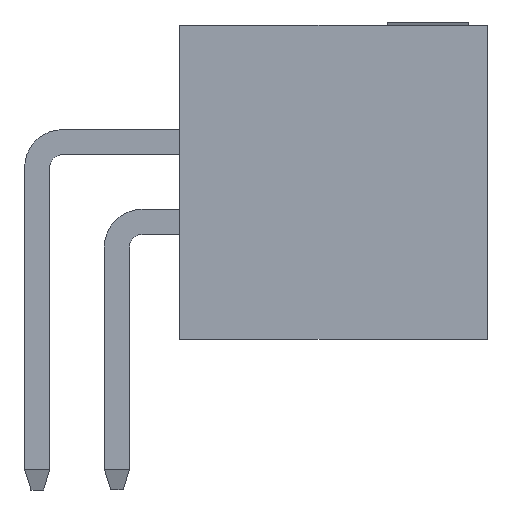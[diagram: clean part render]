
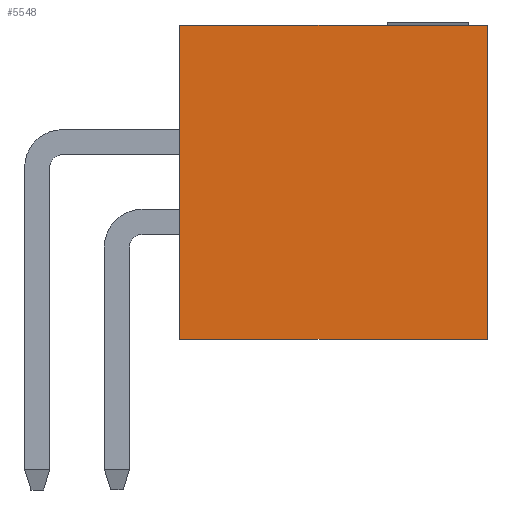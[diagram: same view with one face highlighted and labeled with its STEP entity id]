
A CAD part, left-side view. The second image highlights one B-rep face of the part: STEP entity #5548.
In plain terms, the highlighted face is planar.
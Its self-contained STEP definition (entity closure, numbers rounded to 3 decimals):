
#739=ORIENTED_EDGE('',*,*,#1596,.F.);
#740=ORIENTED_EDGE('',*,*,#1699,.F.);
#741=ORIENTED_EDGE('',*,*,#1323,.T.);
#742=ORIENTED_EDGE('',*,*,#1558,.T.);
#1323=EDGE_CURVE('',#1936,#1935,#2327,.T.);
#1558=EDGE_CURVE('',#1935,#2103,#2562,.T.);
#1596=EDGE_CURVE('',#2126,#2103,#2600,.T.);
#1699=EDGE_CURVE('',#1936,#2126,#2703,.T.);
#1935=VERTEX_POINT('',#7002);
#1936=VERTEX_POINT('',#7004);
#2103=VERTEX_POINT('',#7472);
#2126=VERTEX_POINT('',#7534);
#2327=LINE('',#7003,#2931);
#2562=LINE('',#7473,#3166);
#2600=LINE('',#7535,#3204);
#2703=LINE('',#7740,#3307);
#2931=VECTOR('',#5923,1000.);
#3166=VECTOR('',#6292,1000.);
#3204=VECTOR('',#6332,1000.);
#3307=VECTOR('',#6487,1000.);
#3643=EDGE_LOOP('',(#739,#740,#741,#742));
#3871=FACE_BOUND('',#3643,.T.);
#4084=PLANE('',#5776);
#5548=ADVANCED_FACE('',(#3871),#4084,.T.);
#5776=AXIS2_PLACEMENT_3D('',#7743,#6491,#6492);
#5923=DIRECTION('',(0.,0.,-1.));
#6292=DIRECTION('',(0.,1.,0.));
#6332=DIRECTION('',(0.,0.,-1.));
#6487=DIRECTION('',(0.,1.,0.));
#6491=DIRECTION('',(1.,0.,0.));
#6492=DIRECTION('',(0.,0.,-1.));
#7002=CARTESIAN_POINT('',(7.62,-2.5,-2.45));
#7003=CARTESIAN_POINT('',(7.62,-2.5,2.45));
#7004=CARTESIAN_POINT('',(7.62,-2.5,2.45));
#7472=CARTESIAN_POINT('',(7.62,2.5,-2.45));
#7473=CARTESIAN_POINT('',(7.62,-2.5,-2.45));
#7534=CARTESIAN_POINT('',(7.62,2.5,2.45));
#7535=CARTESIAN_POINT('',(7.62,2.5,2.45));
#7740=CARTESIAN_POINT('',(7.62,-2.5,2.45));
#7743=CARTESIAN_POINT('',(7.62,-2.5,2.45));
